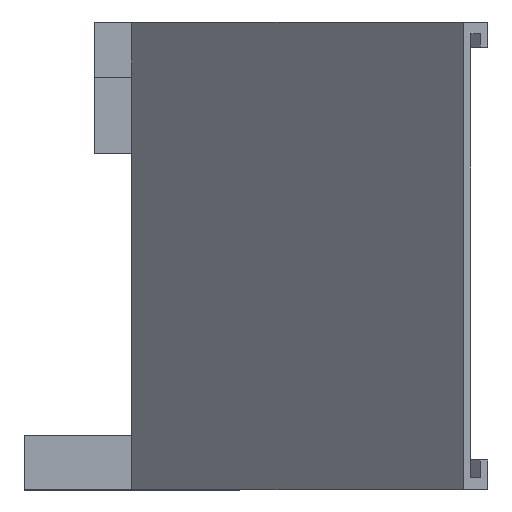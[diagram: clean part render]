
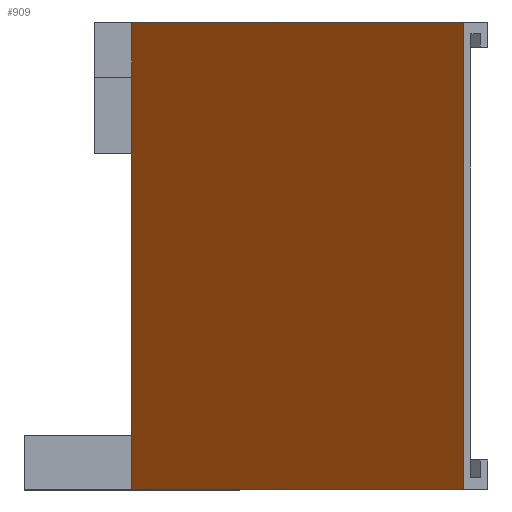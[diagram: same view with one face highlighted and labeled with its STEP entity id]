
A CAD part, top view. The second image highlights one B-rep face of the part: STEP entity #909.
In plain terms, the highlighted planar face has unit normal (-0.707, 0, 0.707).
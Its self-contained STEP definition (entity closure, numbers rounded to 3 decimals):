
#45=FACE_OUTER_BOUND('',#94,.T.);
#94=EDGE_LOOP('',(#739,#740,#741,#742,#743,#744));
#131=LINE('',#1262,#258);
#158=LINE('',#1318,#285);
#169=LINE('',#1340,#296);
#179=LINE('',#1358,#306);
#209=LINE('',#1414,#336);
#211=LINE('',#1419,#338);
#258=VECTOR('',#1032,10.);
#285=VECTOR('',#1069,10.);
#296=VECTOR('',#1086,10.);
#306=VECTOR('',#1100,10.);
#336=VECTOR('',#1146,10.);
#338=VECTOR('',#1154,10.);
#379=VERTEX_POINT('',#1259);
#380=VERTEX_POINT('',#1261);
#399=VERTEX_POINT('',#1303);
#403=VERTEX_POINT('',#1312);
#412=VERTEX_POINT('',#1338);
#418=VERTEX_POINT('',#1357);
#467=EDGE_CURVE('',#379,#380,#131,.T.);
#494=EDGE_CURVE('',#403,#399,#158,.T.);
#505=EDGE_CURVE('',#379,#412,#169,.T.);
#515=EDGE_CURVE('',#418,#380,#179,.T.);
#545=EDGE_CURVE('',#399,#418,#209,.T.);
#547=EDGE_CURVE('',#412,#403,#211,.T.);
#739=ORIENTED_EDGE('',*,*,#505,.T.);
#740=ORIENTED_EDGE('',*,*,#547,.T.);
#741=ORIENTED_EDGE('',*,*,#494,.T.);
#742=ORIENTED_EDGE('',*,*,#545,.T.);
#743=ORIENTED_EDGE('',*,*,#515,.T.);
#744=ORIENTED_EDGE('',*,*,#467,.F.);
#860=PLANE('',#975);
#909=ADVANCED_FACE('',(#45),#860,.T.);
#975=AXIS2_PLACEMENT_3D('',#1418,#1152,#1153);
#1032=DIRECTION('',(0.,-1.,0.));
#1069=DIRECTION('',(0.,-1.,0.));
#1086=DIRECTION('',(-0.707,0.,-0.707));
#1100=DIRECTION('',(0.707,0.,0.707));
#1146=DIRECTION('',(0.,-1.,0.));
#1152=DIRECTION('center_axis',(-0.707,0.,0.707));
#1153=DIRECTION('ref_axis',(0.707,0.,0.707));
#1154=DIRECTION('',(0.,-1.,0.));
#1259=CARTESIAN_POINT('',(86.761,39.43,62.651));
#1261=CARTESIAN_POINT('',(86.761,-40.17,62.651));
#1262=CARTESIAN_POINT('',(86.761,-39.37,62.651));
#1303=CARTESIAN_POINT('',(30.286,-30.87,6.175));
#1312=CARTESIAN_POINT('',(30.286,30.13,6.175));
#1318=CARTESIAN_POINT('',(30.286,-37.27,6.175));
#1338=CARTESIAN_POINT('',(30.286,39.43,6.175));
#1340=CARTESIAN_POINT('',(42.117,39.43,18.006));
#1357=CARTESIAN_POINT('',(30.286,-40.17,6.175));
#1358=CARTESIAN_POINT('',(42.117,-40.17,18.006));
#1414=CARTESIAN_POINT('',(30.286,-37.27,6.175));
#1418=CARTESIAN_POINT('Origin',(29.593,-39.37,5.482));
#1419=CARTESIAN_POINT('',(30.286,-37.27,6.175));
